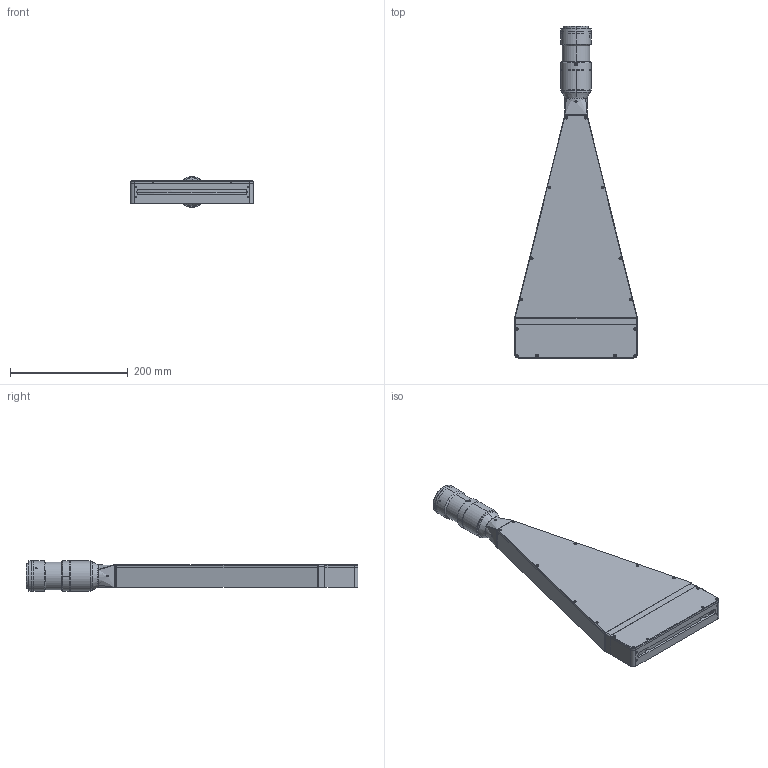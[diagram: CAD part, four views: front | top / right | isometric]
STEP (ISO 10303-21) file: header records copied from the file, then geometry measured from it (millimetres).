
FILE_DESCRIPTION (( 'STEP AP214' ), '1' );
FILE_NAME ('DW71531.STEP', '2014-05-21T08:44:16', ( 'piermario' ), ( '' ), 'SwSTEP 2.0', 'SolidWorks 2013', '' );
FILE_SCHEMA (( 'AUTOMOTIVE_DESIGN' ));
Length unit declared in the file: millimetre
Products named in the file (1): DW71531
Bounding box: 208 x 562.85 x 52 mm (x, y, z)
Surface area: 213799.5 mm2 (no closed solid volume)
Topology: 0 solids, 25 shells, 234 faces, 877 edges, 661 vertices
Faces by surface type: cylinder 104, plane 92, cone 22, bspline 10, torus 4, sphere 2
Entity records: 15712 total; most frequent: CARTESIAN_POINT 5593, DIRECTION 1647, ORIENTED_EDGE 1294, EDGE_CURVE 877, VERTEX_POINT 661, AXIS2_PLACEMENT_3D 599, VECTOR 449, LINE 449
